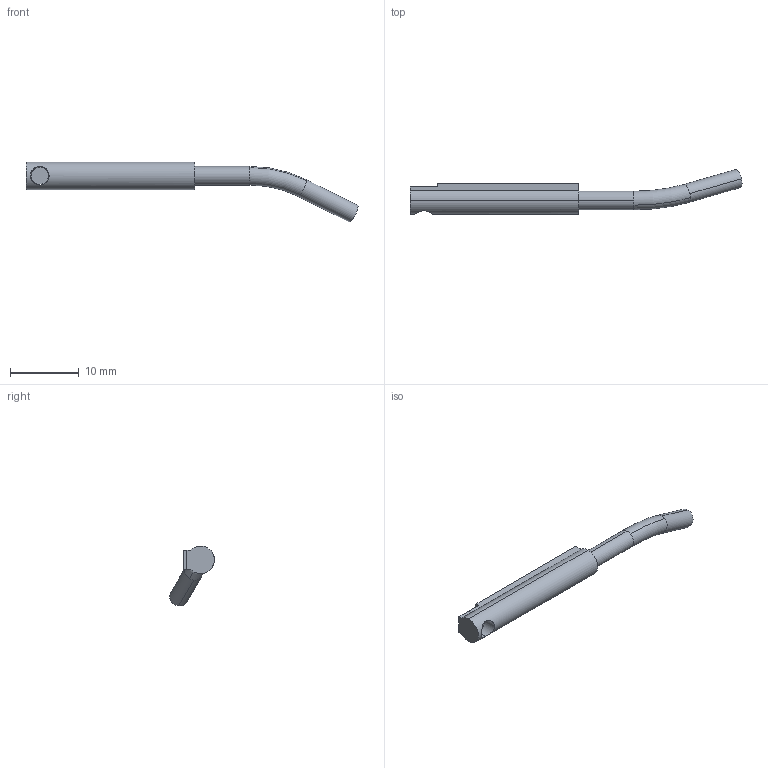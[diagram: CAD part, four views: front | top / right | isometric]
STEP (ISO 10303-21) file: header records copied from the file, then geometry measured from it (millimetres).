
FILE_DESCRIPTION (( 'STEP AP214' ), '1' );
FILE_NAME ('D-A93L.step.step', '2011-05-18T11:27:24', ( 'SysAdmin' ), ( 'SolidWorks' ), 'SwSTEP 2.0', 'SolidWorks 2011', '' );
FILE_SCHEMA (( 'AUTOMOTIVE_DESIGN' ));
Length unit declared in the file: millimetre
Products named in the file (2): D-A93L.step; D-A93L.step_A90_A93_A96_A90V_A93V_A96V_A93
Assembly tree (1 placements, depth 2):
  D-A93L.step
    D-A93L.step_A90_A93_A96_A90V_A93V_A96V_A93
Bounding box: 48.17 x 6.48 x 8.71 mm (x, y, z)
Volume: 476.5 mm3; surface area: 632.8 mm2
Topology: 2 solids, 2 shells, 32 faces, 78 edges, 52 vertices
Faces by surface type: plane 19, cylinder 11, torus 2
Entity records: 1073 total; most frequent: CARTESIAN_POINT 212, DIRECTION 178, ORIENTED_EDGE 156, EDGE_CURVE 78, AXIS2_PLACEMENT_3D 66, VERTEX_POINT 52, LINE 46, VECTOR 46
